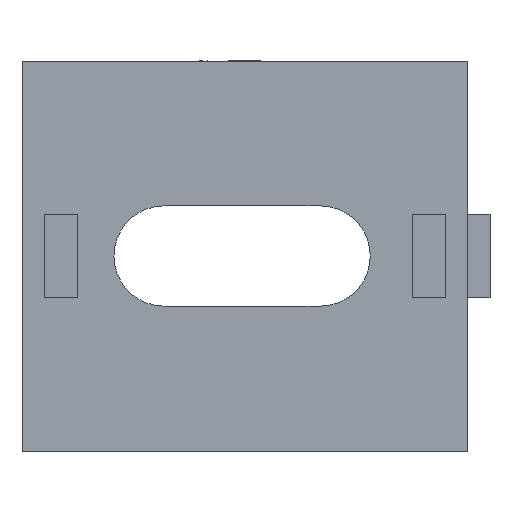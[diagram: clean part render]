
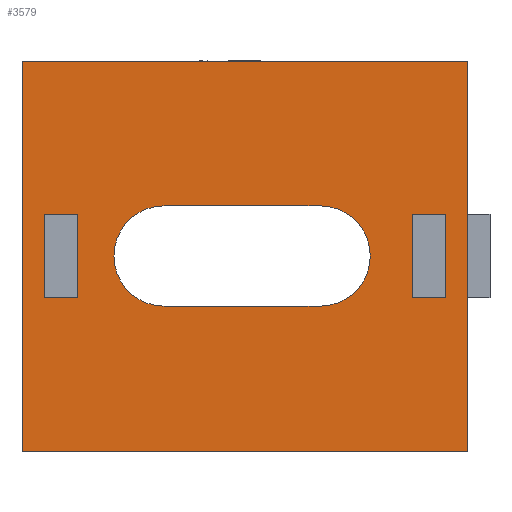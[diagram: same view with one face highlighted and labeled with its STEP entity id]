
A CAD part, left-side view. The second image highlights one B-rep face of the part: STEP entity #3579.
In plain terms, the highlighted planar face has unit normal (-1, 0, 0).
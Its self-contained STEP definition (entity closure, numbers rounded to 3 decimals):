
#47 = CARTESIAN_POINT ( 'NONE',  ( 0., 0., 13.75 ) ) ;
#67 = DIRECTION ( 'NONE',  ( 0., -1., 0. ) ) ;
#140 = CARTESIAN_POINT ( 'NONE',  ( 0., 35., 21.25 ) ) ;
#162 = LINE ( 'NONE', #7407, #3350 ) ;
#177 = CARTESIAN_POINT ( 'NONE',  ( 0., 40., 0. ) ) ;
#278 = DIRECTION ( 'NONE',  ( 0., 0., -1. ) ) ;
#293 = CARTESIAN_POINT ( 'NONE',  ( 0., 38., 35. ) ) ;
#304 = CARTESIAN_POINT ( 'NONE',  ( 0., 0., 21.25 ) ) ;
#305 = ORIENTED_EDGE ( 'NONE', *, *, #3197, .F. ) ;
#368 = DIRECTION ( 'NONE',  ( 0., 1., 0. ) ) ;
#372 = CARTESIAN_POINT ( 'NONE',  ( 0., 0., 35. ) ) ;
#425 = VECTOR ( 'NONE', #368, 1000. ) ;
#456 = CARTESIAN_POINT ( 'NONE',  ( 0., 5., 21.25 ) ) ;
#466 = DIRECTION ( 'NONE',  ( 0., 0., -1. ) ) ;
#495 = CARTESIAN_POINT ( 'NONE',  ( 0., 2., 35. ) ) ;
#514 = DIRECTION ( 'NONE',  ( 0., 0., 1. ) ) ;
#524 = LINE ( 'NONE', #372, #5331 ) ;
#531 = DIRECTION ( 'NONE',  ( 0., -1., 0. ) ) ;
#543 = VECTOR ( 'NONE', #4908, 1000. ) ;
#553 = CARTESIAN_POINT ( 'NONE',  ( 0., 0., 13.75 ) ) ;
#571 = DIRECTION ( 'NONE',  ( 0., 0., -1. ) ) ;
#580 = CARTESIAN_POINT ( 'NONE',  ( 0., 5., 35. ) ) ;
#657 = VERTEX_POINT ( 'NONE', #5693 ) ;
#677 = DIRECTION ( 'NONE',  ( 0., 1., 0. ) ) ;
#721 = CARTESIAN_POINT ( 'NONE',  ( 0., 0., 21.25 ) ) ;
#767 = ORIENTED_EDGE ( 'NONE', *, *, #5519, .F. ) ;
#800 = LINE ( 'NONE', #495, #2376 ) ;
#849 = VERTEX_POINT ( 'NONE', #140 ) ;
#870 = VERTEX_POINT ( 'NONE', #177 ) ;
#1010 = LINE ( 'NONE', #553, #3966 ) ;
#1032 = DIRECTION ( 'NONE',  ( 1., 0., 0. ) ) ;
#1294 = FACE_BOUND ( 'NONE', #6892, .T. ) ;
#1379 = ORIENTED_EDGE ( 'NONE', *, *, #5804, .F. ) ;
#1382 = VERTEX_POINT ( 'NONE', #1418 ) ;
#1418 = CARTESIAN_POINT ( 'NONE',  ( 0., 0., 0. ) ) ;
#1425 = VERTEX_POINT ( 'NONE', #1697 ) ;
#1572 = CIRCLE ( 'NONE', #1864, 4.5 ) ;
#1651 = PLANE ( 'NONE',  #4397 ) ;
#1664 = FACE_OUTER_BOUND ( 'NONE', #7017, .T. ) ;
#1697 = CARTESIAN_POINT ( 'NONE',  ( 0., 38., 13.75 ) ) ;
#1729 = ORIENTED_EDGE ( 'NONE', *, *, #5695, .F. ) ;
#1758 = VERTEX_POINT ( 'NONE', #1951 ) ;
#1820 = VECTOR ( 'NONE', #278, 1000. ) ;
#1864 = AXIS2_PLACEMENT_3D ( 'NONE', #5843, #5892, #5735 ) ;
#1872 = EDGE_LOOP ( 'NONE', ( #6930, #767, #2536, #5301 ) ) ;
#1889 = VERTEX_POINT ( 'NONE', #2771 ) ;
#1951 = CARTESIAN_POINT ( 'NONE',  ( 0., 13.25, 22. ) ) ;
#1963 = AXIS2_PLACEMENT_3D ( 'NONE', #5810, #3228, #6753 ) ;
#2027 = VECTOR ( 'NONE', #5725, 1000. ) ;
#2096 = CIRCLE ( 'NONE', #1963, 4.5 ) ;
#2162 = DIRECTION ( 'NONE',  ( 0., 0., -1. ) ) ;
#2319 = ORIENTED_EDGE ( 'NONE', *, *, #5653, .F. ) ;
#2351 = EDGE_CURVE ( 'NONE', #5186, #6333, #5350, .T. ) ;
#2376 = VECTOR ( 'NONE', #514, 1000. ) ;
#2490 = CARTESIAN_POINT ( 'NONE',  ( 0., 0., 35. ) ) ;
#2532 = CARTESIAN_POINT ( 'NONE',  ( 0., 40., 35. ) ) ;
#2536 = ORIENTED_EDGE ( 'NONE', *, *, #5504, .F. ) ;
#2552 = CARTESIAN_POINT ( 'NONE',  ( 0., 5., 13.75 ) ) ;
#2661 = LINE ( 'NONE', #7475, #7102 ) ;
#2708 = ORIENTED_EDGE ( 'NONE', *, *, #5833, .F. ) ;
#2740 = ORIENTED_EDGE ( 'NONE', *, *, #3009, .F. ) ;
#2762 = VECTOR ( 'NONE', #571, 1000. ) ;
#2771 = CARTESIAN_POINT ( 'NONE',  ( 0., 35., 13.75 ) ) ;
#2866 = LINE ( 'NONE', #7034, #3248 ) ;
#2874 = FACE_BOUND ( 'NONE', #4133, .T. ) ;
#3009 = EDGE_CURVE ( 'NONE', #4188, #5787, #3800, .T. ) ;
#3058 = FACE_BOUND ( 'NONE', #1872, .T. ) ;
#3197 = EDGE_CURVE ( 'NONE', #6333, #1382, #524, .T. ) ;
#3228 = DIRECTION ( 'NONE',  ( -1., 0., 0. ) ) ;
#3248 = VECTOR ( 'NONE', #6944, 1000. ) ;
#3350 = VECTOR ( 'NONE', #7396, 1000. ) ;
#3386 = CARTESIAN_POINT ( 'NONE',  ( 0., 2., 13.75 ) ) ;
#3430 = VERTEX_POINT ( 'NONE', #3386 ) ;
#3579 = ADVANCED_FACE ( 'NONE', ( #1294, #1664, #2874, #3058 ), #1651, .F. ) ;
#3613 = LINE ( 'NONE', #293, #1820 ) ;
#3800 = LINE ( 'NONE', #5561, #2027 ) ;
#3824 = ORIENTED_EDGE ( 'NONE', *, *, #5670, .F. ) ;
#3954 = CARTESIAN_POINT ( 'NONE',  ( 0., 27.25, 13. ) ) ;
#3966 = VECTOR ( 'NONE', #531, 1000. ) ;
#4089 = ORIENTED_EDGE ( 'NONE', *, *, #5584, .F. ) ;
#4130 = VERTEX_POINT ( 'NONE', #5711 ) ;
#4133 = EDGE_LOOP ( 'NONE', ( #4576, #7473, #4089, #2319 ) ) ;
#4188 = VERTEX_POINT ( 'NONE', #3954 ) ;
#4234 = LINE ( 'NONE', #7482, #5516 ) ;
#4334 = VECTOR ( 'NONE', #677, 1000. ) ;
#4397 = AXIS2_PLACEMENT_3D ( 'NONE', #2490, #1032, #466 ) ;
#4538 = LINE ( 'NONE', #721, #4334 ) ;
#4576 = ORIENTED_EDGE ( 'NONE', *, *, #5625, .F. ) ;
#4632 = VECTOR ( 'NONE', #67, 1000. ) ;
#4820 = LINE ( 'NONE', #47, #4632 ) ;
#4874 = CARTESIAN_POINT ( 'NONE',  ( 0., 0., 35. ) ) ;
#4908 = DIRECTION ( 'NONE',  ( 0., -1., 0. ) ) ;
#5072 = ORIENTED_EDGE ( 'NONE', *, *, #5741, .F. ) ;
#5186 = VERTEX_POINT ( 'NONE', #2532 ) ;
#5301 = ORIENTED_EDGE ( 'NONE', *, *, #5535, .F. ) ;
#5331 = VECTOR ( 'NONE', #2162, 1000. ) ;
#5350 = LINE ( 'NONE', #4874, #543 ) ;
#5504 = EDGE_CURVE ( 'NONE', #4130, #7467, #4538, .T. ) ;
#5516 = VECTOR ( 'NONE', #7437, 1000. ) ;
#5519 = EDGE_CURVE ( 'NONE', #7467, #7106, #7187, .T. ) ;
#5521 = EDGE_CURVE ( 'NONE', #7106, #3430, #1010, .T. ) ;
#5535 = EDGE_CURVE ( 'NONE', #3430, #4130, #800, .T. ) ;
#5561 = CARTESIAN_POINT ( 'NONE',  ( 0., 0., 13. ) ) ;
#5584 = EDGE_CURVE ( 'NONE', #849, #657, #6532, .T. ) ;
#5592 = EDGE_CURVE ( 'NONE', #657, #1425, #3613, .T. ) ;
#5625 = EDGE_CURVE ( 'NONE', #1425, #1889, #4820, .T. ) ;
#5639 = ORIENTED_EDGE ( 'NONE', *, *, #2351, .F. ) ;
#5653 = EDGE_CURVE ( 'NONE', #1889, #849, #2866, .T. ) ;
#5670 = EDGE_CURVE ( 'NONE', #870, #5186, #2661, .T. ) ;
#5693 = CARTESIAN_POINT ( 'NONE',  ( 0., 38., 21.25 ) ) ;
#5695 = EDGE_CURVE ( 'NONE', #1382, #870, #4234, .T. ) ;
#5711 = CARTESIAN_POINT ( 'NONE',  ( 0., 2., 21.25 ) ) ;
#5725 = DIRECTION ( 'NONE',  ( 0., -1., 0. ) ) ;
#5735 = DIRECTION ( 'NONE',  ( 0., 0., 1. ) ) ;
#5741 = EDGE_CURVE ( 'NONE', #5787, #1758, #2096, .T. ) ;
#5787 = VERTEX_POINT ( 'NONE', #6903 ) ;
#5804 = EDGE_CURVE ( 'NONE', #1758, #6185, #162, .T. ) ;
#5810 = CARTESIAN_POINT ( 'NONE',  ( 0., 13.25, 17.5 ) ) ;
#5833 = EDGE_CURVE ( 'NONE', #6185, #4188, #1572, .T. ) ;
#5843 = CARTESIAN_POINT ( 'NONE',  ( 0., 27.25, 17.5 ) ) ;
#5892 = DIRECTION ( 'NONE',  ( -1., 0., 0. ) ) ;
#6185 = VERTEX_POINT ( 'NONE', #7458 ) ;
#6298 = CARTESIAN_POINT ( 'NONE',  ( 0., 0., 35. ) ) ;
#6333 = VERTEX_POINT ( 'NONE', #6298 ) ;
#6532 = LINE ( 'NONE', #304, #425 ) ;
#6753 = DIRECTION ( 'NONE',  ( 0., 0., 1. ) ) ;
#6892 = EDGE_LOOP ( 'NONE', ( #1379, #5072, #2740, #2708 ) ) ;
#6903 = CARTESIAN_POINT ( 'NONE',  ( 0., 13.25, 13. ) ) ;
#6930 = ORIENTED_EDGE ( 'NONE', *, *, #5521, .F. ) ;
#6944 = DIRECTION ( 'NONE',  ( 0., 0., 1. ) ) ;
#7017 = EDGE_LOOP ( 'NONE', ( #305, #5639, #3824, #1729 ) ) ;
#7034 = CARTESIAN_POINT ( 'NONE',  ( 0., 35., 35. ) ) ;
#7102 = VECTOR ( 'NONE', #7140, 1000. ) ;
#7106 = VERTEX_POINT ( 'NONE', #2552 ) ;
#7140 = DIRECTION ( 'NONE',  ( 0., 0., 1. ) ) ;
#7187 = LINE ( 'NONE', #580, #2762 ) ;
#7396 = DIRECTION ( 'NONE',  ( 0., 1., 0. ) ) ;
#7407 = CARTESIAN_POINT ( 'NONE',  ( 0., 0., 22. ) ) ;
#7437 = DIRECTION ( 'NONE',  ( 0., 1., 0. ) ) ;
#7458 = CARTESIAN_POINT ( 'NONE',  ( 0., 27.25, 22. ) ) ;
#7467 = VERTEX_POINT ( 'NONE', #456 ) ;
#7473 = ORIENTED_EDGE ( 'NONE', *, *, #5592, .F. ) ;
#7475 = CARTESIAN_POINT ( 'NONE',  ( 0., 40., 35. ) ) ;
#7482 = CARTESIAN_POINT ( 'NONE',  ( 0., 0., 0. ) ) ;
